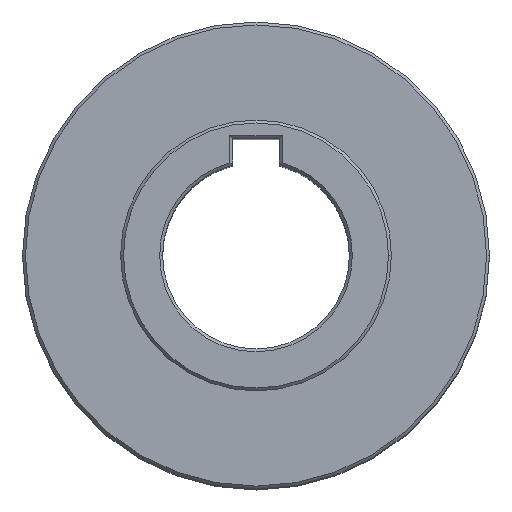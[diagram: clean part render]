
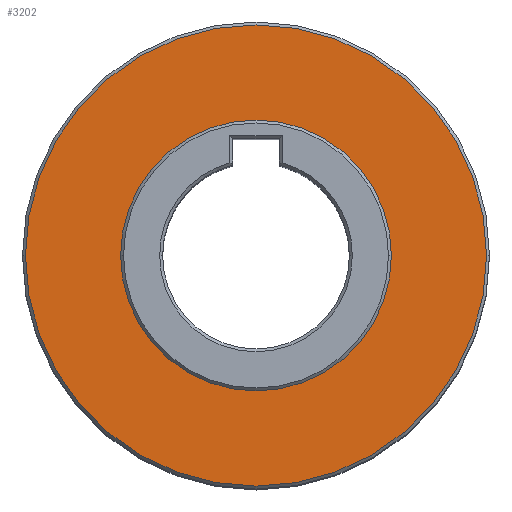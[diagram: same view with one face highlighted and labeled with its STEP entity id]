
A CAD part, top view. The second image highlights one B-rep face of the part: STEP entity #3202.
In plain terms, the highlighted planar face has unit normal (0, 0, 1).
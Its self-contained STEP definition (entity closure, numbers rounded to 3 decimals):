
#21 = CIRCLE ( 'NONE', #4305, 9.875 ) ;
#175 = ORIENTED_EDGE ( 'NONE', *, *, #4870, .F. ) ;
#224 = CARTESIAN_POINT ( 'NONE',  ( -7.3, -7.639, 12.2 ) ) ;
#395 = AXIS2_PLACEMENT_3D ( 'NONE', #4669, #3925, #5066 ) ;
#401 = EDGE_LOOP ( 'NONE', ( #4970, #175 ) ) ;
#866 = CARTESIAN_POINT ( 'NONE',  ( 8.375, -7.639, 12.2 ) ) ;
#1052 = DIRECTION ( 'NONE',  ( 1., 0., 0. ) ) ;
#1184 = AXIS2_PLACEMENT_3D ( 'NONE', #2623, #4193, #3063 ) ;
#1392 = VERTEX_POINT ( 'NONE', #3293 ) ;
#1397 = AXIS2_PLACEMENT_3D ( 'NONE', #3786, #3015, #4256 ) ;
#1438 = CARTESIAN_POINT ( 'NONE',  ( -1.5, -7.639, 12.2 ) ) ;
#1607 = VERTEX_POINT ( 'NONE', #866 ) ;
#1751 = VERTEX_POINT ( 'NONE', #224 ) ;
#1973 = EDGE_CURVE ( 'NONE', #1751, #4830, #3302, .T. ) ;
#2450 = CIRCLE ( 'NONE', #395, 5.8 ) ;
#2623 = CARTESIAN_POINT ( 'NONE',  ( -1.5, -7.639, 12.2 ) ) ;
#2844 = EDGE_CURVE ( 'NONE', #1392, #1607, #4315, .T. ) ;
#3015 = DIRECTION ( 'NONE',  ( 0., 0., 1. ) ) ;
#3063 = DIRECTION ( 'NONE',  ( 1., 0., 0. ) ) ;
#3127 = PLANE ( 'NONE',  #4546 ) ;
#3202 = ADVANCED_FACE ( 'NONE', ( #3409, #4982 ), #3127, .T. ) ;
#3293 = CARTESIAN_POINT ( 'NONE',  ( -11.375, -7.639, 12.2 ) ) ;
#3302 = CIRCLE ( 'NONE', #1397, 5.8 ) ;
#3405 = EDGE_CURVE ( 'NONE', #1607, #1392, #21, .T. ) ;
#3409 = FACE_OUTER_BOUND ( 'NONE', #4882, .T. ) ;
#3444 = ORIENTED_EDGE ( 'NONE', *, *, #3405, .T. ) ;
#3457 = DIRECTION ( 'NONE',  ( 0., 0., 1. ) ) ;
#3653 = CARTESIAN_POINT ( 'NONE',  ( -1.5, -7.639, 12.2 ) ) ;
#3786 = CARTESIAN_POINT ( 'NONE',  ( -1.5, -7.639, 12.2 ) ) ;
#3925 = DIRECTION ( 'NONE',  ( 0., 0., 1. ) ) ;
#4131 = ORIENTED_EDGE ( 'NONE', *, *, #2844, .T. ) ;
#4155 = CARTESIAN_POINT ( 'NONE',  ( 4.3, -7.639, 12.2 ) ) ;
#4193 = DIRECTION ( 'NONE',  ( 0., 0., 1. ) ) ;
#4256 = DIRECTION ( 'NONE',  ( 1., 0., 0. ) ) ;
#4305 = AXIS2_PLACEMENT_3D ( 'NONE', #3653, #4450, #4845 ) ;
#4315 = CIRCLE ( 'NONE', #1184, 9.875 ) ;
#4450 = DIRECTION ( 'NONE',  ( 0., 0., 1. ) ) ;
#4546 = AXIS2_PLACEMENT_3D ( 'NONE', #1438, #3457, #1052 ) ;
#4669 = CARTESIAN_POINT ( 'NONE',  ( -1.5, -7.639, 12.2 ) ) ;
#4830 = VERTEX_POINT ( 'NONE', #4155 ) ;
#4845 = DIRECTION ( 'NONE',  ( 1., 0., 0. ) ) ;
#4870 = EDGE_CURVE ( 'NONE', #4830, #1751, #2450, .T. ) ;
#4882 = EDGE_LOOP ( 'NONE', ( #4131, #3444 ) ) ;
#4970 = ORIENTED_EDGE ( 'NONE', *, *, #1973, .F. ) ;
#4982 = FACE_BOUND ( 'NONE', #401, .T. ) ;
#5066 = DIRECTION ( 'NONE',  ( 1., 0., 0. ) ) ;
